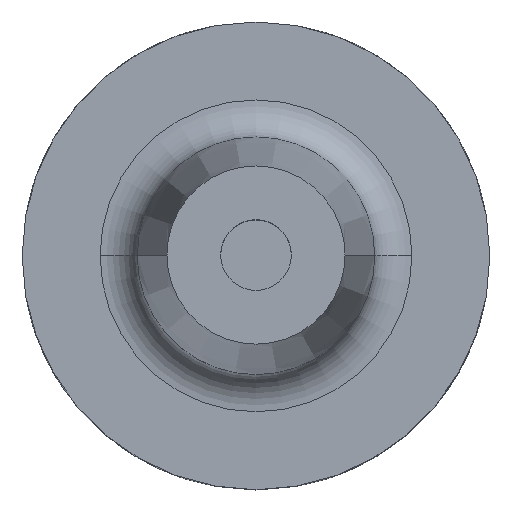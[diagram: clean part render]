
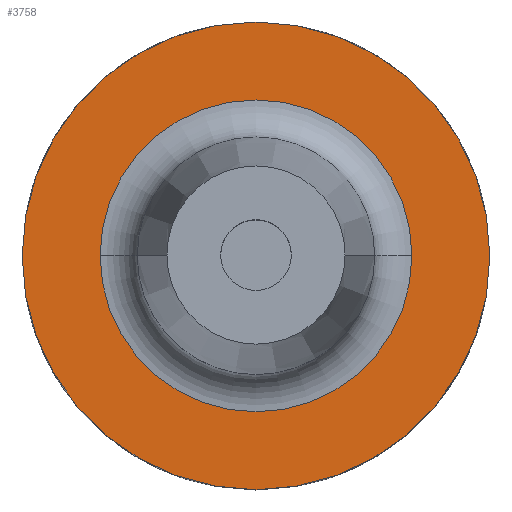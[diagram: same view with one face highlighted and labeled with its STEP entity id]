
A CAD part, top view. The second image highlights one B-rep face of the part: STEP entity #3758.
In plain terms, the highlighted planar face has unit normal (0, 0, 1).
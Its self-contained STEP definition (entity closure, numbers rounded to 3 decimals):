
#3 = PLANE ( 'NONE',  #1597 ) ;
#13 = EDGE_LOOP ( 'NONE', ( #2183, #3741 ) ) ;
#76 = CIRCLE ( 'NONE', #1256, 21. ) ;
#92 = DIRECTION ( 'NONE',  ( 0., 0., 1. ) ) ;
#110 = DIRECTION ( 'NONE',  ( 1., 0., 0. ) ) ;
#302 = CARTESIAN_POINT ( 'NONE',  ( -21., 0., 22. ) ) ;
#384 = DIRECTION ( 'NONE',  ( 0., 0., -1. ) ) ;
#639 = AXIS2_PLACEMENT_3D ( 'NONE', #2010, #92, #110 ) ;
#1236 = CARTESIAN_POINT ( 'NONE',  ( 31.5, 0., 22. ) ) ;
#1238 = DIRECTION ( 'NONE',  ( 0., 0., 1. ) ) ;
#1256 = AXIS2_PLACEMENT_3D ( 'NONE', #3433, #1562, #1598 ) ;
#1385 = AXIS2_PLACEMENT_3D ( 'NONE', #4216, #1238, #3069 ) ;
#1562 = DIRECTION ( 'NONE',  ( 0., 0., -1. ) ) ;
#1566 = FACE_OUTER_BOUND ( 'NONE', #2631, .T. ) ;
#1597 = AXIS2_PLACEMENT_3D ( 'NONE', #3785, #384, #2616 ) ;
#1598 = DIRECTION ( 'NONE',  ( -1., 0., 0. ) ) ;
#1666 = DIRECTION ( 'NONE',  ( 0., 0., -1. ) ) ;
#1846 = VERTEX_POINT ( 'NONE', #1236 ) ;
#1880 = AXIS2_PLACEMENT_3D ( 'NONE', #3957, #1666, #4312 ) ;
#1899 = ORIENTED_EDGE ( 'NONE', *, *, #2812, .T. ) ;
#2010 = CARTESIAN_POINT ( 'NONE',  ( 0., 0., 22. ) ) ;
#2183 = ORIENTED_EDGE ( 'NONE', *, *, #2611, .T. ) ;
#2611 = EDGE_CURVE ( 'NONE', #4849, #3795, #76, .T. ) ;
#2616 = DIRECTION ( 'NONE',  ( -1., 0., 0. ) ) ;
#2631 = EDGE_LOOP ( 'NONE', ( #2949, #1899 ) ) ;
#2812 = EDGE_CURVE ( 'NONE', #4392, #1846, #3994, .T. ) ;
#2949 = ORIENTED_EDGE ( 'NONE', *, *, #3958, .T. ) ;
#3060 = CIRCLE ( 'NONE', #1880, 21. ) ;
#3069 = DIRECTION ( 'NONE',  ( 1., 0., 0. ) ) ;
#3162 = CARTESIAN_POINT ( 'NONE',  ( -31.5, 0., 22. ) ) ;
#3433 = CARTESIAN_POINT ( 'NONE',  ( 0., 0., 22. ) ) ;
#3741 = ORIENTED_EDGE ( 'NONE', *, *, #4275, .T. ) ;
#3758 = ADVANCED_FACE ( 'NONE', ( #4712, #1566 ), #3, .F. ) ;
#3785 = CARTESIAN_POINT ( 'NONE',  ( 0., 0., 22. ) ) ;
#3795 = VERTEX_POINT ( 'NONE', #4906 ) ;
#3957 = CARTESIAN_POINT ( 'NONE',  ( 0., 0., 22. ) ) ;
#3958 = EDGE_CURVE ( 'NONE', #1846, #4392, #4110, .T. ) ;
#3994 = CIRCLE ( 'NONE', #639, 31.5 ) ;
#4110 = CIRCLE ( 'NONE', #1385, 31.5 ) ;
#4216 = CARTESIAN_POINT ( 'NONE',  ( 0., 0., 22. ) ) ;
#4275 = EDGE_CURVE ( 'NONE', #3795, #4849, #3060, .T. ) ;
#4312 = DIRECTION ( 'NONE',  ( -1., 0., 0. ) ) ;
#4392 = VERTEX_POINT ( 'NONE', #3162 ) ;
#4712 = FACE_BOUND ( 'NONE', #13, .T. ) ;
#4849 = VERTEX_POINT ( 'NONE', #302 ) ;
#4906 = CARTESIAN_POINT ( 'NONE',  ( 21., 0., 22. ) ) ;
